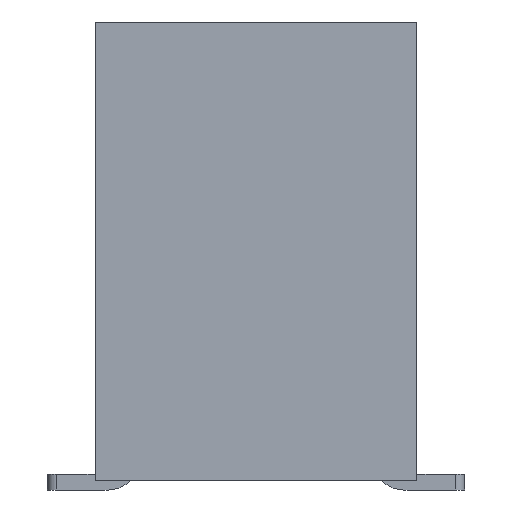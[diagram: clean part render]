
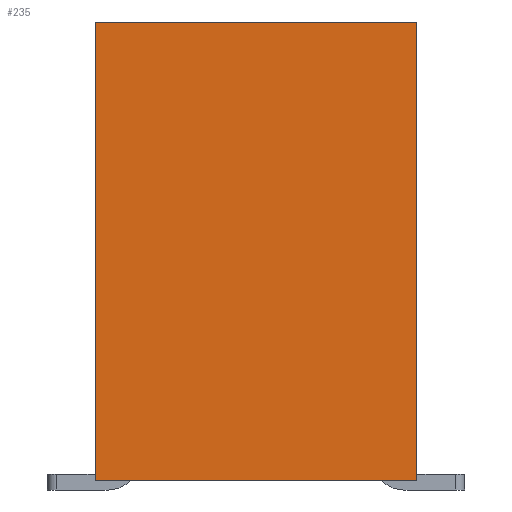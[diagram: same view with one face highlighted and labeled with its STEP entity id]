
A CAD part, left-side view. The second image highlights one B-rep face of the part: STEP entity #235.
In plain terms, the highlighted planar face has unit normal (-1, 0, 0).
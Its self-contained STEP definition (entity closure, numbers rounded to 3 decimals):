
#235=ADVANCED_FACE('',(#1063),#657,.T.);
#657=PLANE('',#8184);
#1063=FACE_OUTER_BOUND('',#1515,.T.);
#1515=EDGE_LOOP('',(#2206,#2207,#2208,#2209));
#2206=ORIENTED_EDGE('',*,*,#5232,.T.);
#2207=ORIENTED_EDGE('',*,*,#5193,.T.);
#2208=ORIENTED_EDGE('',*,*,#5238,.F.);
#2209=ORIENTED_EDGE('',*,*,#5239,.T.);
#4447=VERTEX_POINT('',#11265);
#4449=VERTEX_POINT('',#11269);
#4482=VERTEX_POINT('',#11343);
#4486=VERTEX_POINT('',#11354);
#5193=EDGE_CURVE('',#4447,#4449,#6341,.T.);
#5232=EDGE_CURVE('',#4482,#4447,#6380,.T.);
#5238=EDGE_CURVE('',#4486,#4449,#6386,.T.);
#5239=EDGE_CURVE('',#4486,#4482,#6387,.T.);
#6341=LINE('',#11270,#7361);
#6380=LINE('',#11342,#7400);
#6386=LINE('',#11353,#7406);
#6387=LINE('',#11355,#7407);
#7361=VECTOR('',#8948,1.);
#7400=VECTOR('',#8989,1.);
#7406=VECTOR('',#8997,1.);
#7407=VECTOR('',#8998,1.);
#8184=AXIS2_PLACEMENT_3D('',#11356,#8999,#9000);
#8948=DIRECTION('',(0.,1.,0.));
#8989=DIRECTION('',(0.,0.,1.));
#8997=DIRECTION('',(0.,0.,1.));
#8998=DIRECTION('',(0.,-1.,0.));
#8999=DIRECTION('',(-1.,0.,0.));
#9000=DIRECTION('',(0.,0.,1.));
#11265=CARTESIAN_POINT('',(0.,0.,6.8));
#11269=CARTESIAN_POINT('',(0.,5.08,6.8));
#11270=CARTESIAN_POINT('',(0.,2.54,6.8));
#11342=CARTESIAN_POINT('',(0.,0.,0.));
#11343=CARTESIAN_POINT('',(0.,0.,-0.45));
#11353=CARTESIAN_POINT('',(0.,5.08,0.));
#11354=CARTESIAN_POINT('',(0.,5.08,-0.45));
#11355=CARTESIAN_POINT('',(0.,5.08,-0.45));
#11356=CARTESIAN_POINT('',(0.,2.54,0.));
